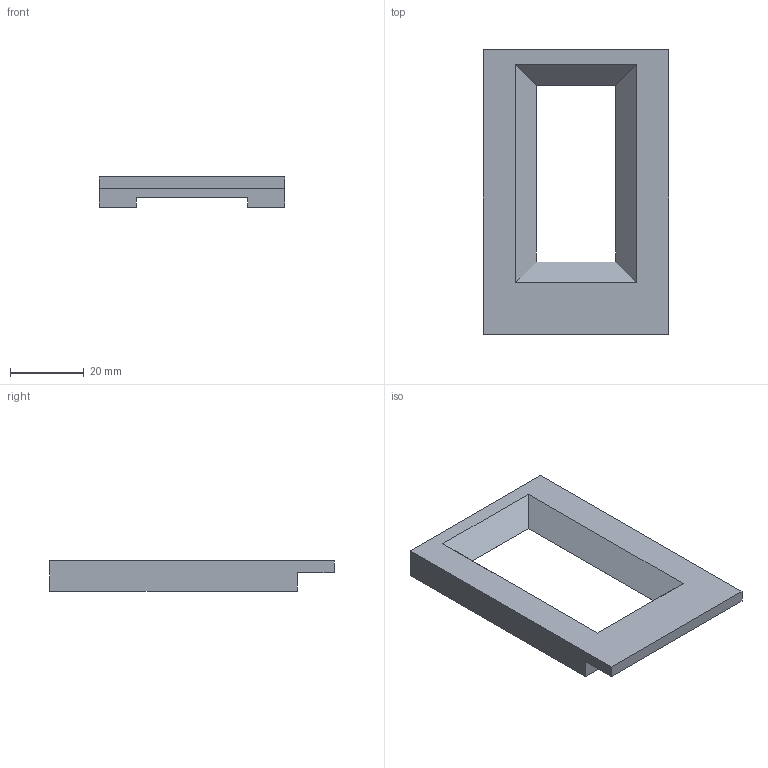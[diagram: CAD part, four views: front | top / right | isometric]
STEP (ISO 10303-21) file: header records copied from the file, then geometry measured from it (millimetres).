
FILE_DESCRIPTION(('FreeCAD Model'),'2;1');
FILE_NAME('Open CASCADE Shape Model','2023-09-29T11:43:28',(''),(''), 'Open CASCADE STEP processor 7.6','FreeCAD','Unknown');
FILE_SCHEMA(('AUTOMOTIVE_DESIGN { 1 0 10303 214 1 1 1 1 }'));
Length unit declared in the file: millimetre
Products named in the file (2): Pressure Plate; pressure plate body
Assembly tree (1 placements, depth 2):
  Pressure Plate
    pressure plate body
Bounding box: 50.2 x 77.2 x 8.2 mm (x, y, z)
Volume: 14502.8 mm3; surface area: 9052.5 mm2
Topology: 1 solids, 1 shells, 32 faces, 68 edges, 44 vertices
Faces by surface type: plane 26, cylinder 6
Full cylindrical faces by diameter (mm): 6.5 x6
Entity records: 1816 total; most frequent: CARTESIAN_POINT 354, DIRECTION 272, LINE 180, VECTOR 180, ORIENTED_EDGE 136, PCURVE 136, DEFINITIONAL_REPRESENTATION 136, EDGE_CURVE 68
